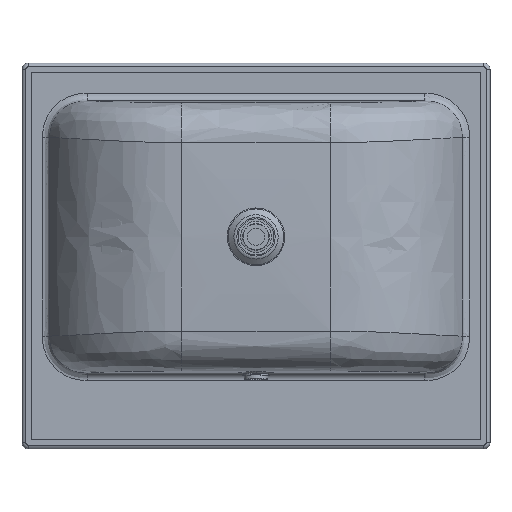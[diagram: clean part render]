
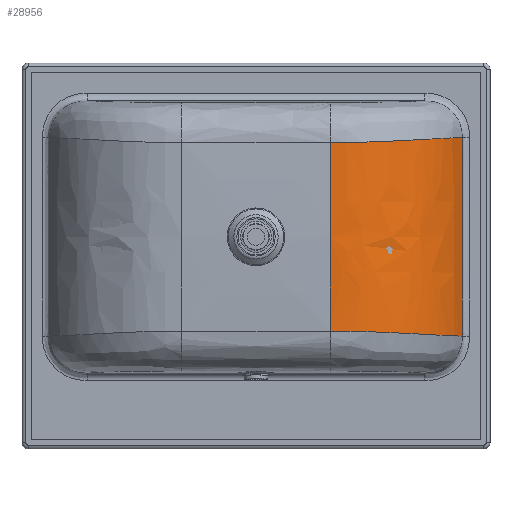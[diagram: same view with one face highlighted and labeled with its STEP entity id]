
A CAD part, front view. The second image highlights one B-rep face of the part: STEP entity #28956.
In plain terms, the highlighted face is a offset surface.
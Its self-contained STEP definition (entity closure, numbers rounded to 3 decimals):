
#506=CARTESIAN_POINT('',(264.032,139.515,126.999));
#507=VERTEX_POINT('',#506);
#5878=CARTESIAN_POINT('',(264.032,139.515,-126.999));
#5879=VERTEX_POINT('',#5878);
#7396=CARTESIAN_POINT('',(264.032,139.515,-126.999));
#7397=CARTESIAN_POINT('',(264.032,139.514,-100.334));
#7398=CARTESIAN_POINT('',(264.032,139.514,-73.669));
#7399=CARTESIAN_POINT('',(264.032,139.514,-20.339));
#7400=CARTESIAN_POINT('',(264.032,139.514,6.326));
#7401=CARTESIAN_POINT('',(264.032,139.514,64.327));
#7402=CARTESIAN_POINT('',(264.032,139.514,95.663));
#7403=CARTESIAN_POINT('',(264.032,139.515,126.999));
#7404=B_SPLINE_CURVE_WITH_KNOTS('',3,(#7396,#7397,#7398,#7399,#7400,#7401,#7402,#7403),.UNSPECIFIED.,.F.,.U.,
 (4,2,2,4),(0.0,0.315,0.63,1.0),.UNSPECIFIED.);
#7405=EDGE_CURVE('n� 4593',#5879,#507,#7404,.T.);
#27782=CARTESIAN_POINT('',(95.054,19.453,120.652));
#27783=VERTEX_POINT('',#27782);
#27850=CARTESIAN_POINT('',(95.054,19.453,-120.652));
#27851=VERTEX_POINT('',#27850);
#27861=CARTESIAN_POINT('',(95.054,19.453,-120.652));
#27862=CARTESIAN_POINT('',(95.073,18.141,-59.056));
#27863=CARTESIAN_POINT('',(95.083,17.485,-18.861));
#27864=CARTESIAN_POINT('',(95.083,17.485,18.861));
#27865=CARTESIAN_POINT('',(95.073,18.141,59.056));
#27866=CARTESIAN_POINT('',(95.054,19.453,120.652));
#27867=B_SPLINE_CURVE_WITH_KNOTS('',3,(#27861,#27862,#27863,#27864,#27865,#27866),.UNSPECIFIED.,.F.,.U.,
 (4,2,4),(0.0,0.5,1.0),.UNSPECIFIED.);
#27868=EDGE_CURVE('n� 1554',#27851,#27783,#27867,.T.);
#28885=CARTESIAN_POINT('',(95.054,19.453,-120.652));
#28886=CARTESIAN_POINT('',(113.652,19.951,-120.646));
#28887=CARTESIAN_POINT('',(131.887,23.38,-121.033));
#28888=CARTESIAN_POINT('',(166.479,35.261,-122.207));
#28889=CARTESIAN_POINT('',(182.835,43.714,-122.992));
#28890=CARTESIAN_POINT('',(212.527,64.819,-124.571));
#28891=CARTESIAN_POINT('',(225.863,77.471,-125.364));
#28892=CARTESIAN_POINT('',(248.365,106.16,-126.567));
#28893=CARTESIAN_POINT('',(257.531,122.197,-126.977));
#28894=CARTESIAN_POINT('',(264.032,139.515,-126.999));
#28895=B_SPLINE_CURVE_WITH_KNOTS('',3,(#28885,#28886,#28887,#28888,#28889,#28890,#28891,#28892,#28893,#28894),.UNSPECIFIED.,.F.,.U.,
 (4,2,2,2,4),(0.0,0.25,0.5,0.75,1.0),.UNSPECIFIED.);
#28896=EDGE_CURVE('n� 1556',#27851,#5879,#28895,.T.);
#28920=ORIENTED_EDGE('',*,*,#28896,.T.);
#28921=ORIENTED_EDGE('',*,*,#7405,.T.);
#28922=CARTESIAN_POINT('',(264.032,139.515,126.999));
#28923=CARTESIAN_POINT('',(257.531,122.197,126.977));
#28924=CARTESIAN_POINT('',(248.365,106.16,126.567));
#28925=CARTESIAN_POINT('',(225.863,77.471,125.364));
#28926=CARTESIAN_POINT('',(212.527,64.819,124.571));
#28927=CARTESIAN_POINT('',(182.835,43.714,122.992));
#28928=CARTESIAN_POINT('',(166.479,35.261,122.207));
#28929=CARTESIAN_POINT('',(131.887,23.38,121.033));
#28930=CARTESIAN_POINT('',(113.652,19.951,120.646));
#28931=CARTESIAN_POINT('',(95.054,19.453,120.652));
#28932=B_SPLINE_CURVE_WITH_KNOTS('',3,(#28922,#28923,#28924,#28925,#28926,#28927,#28928,#28929,#28930,#28931),.UNSPECIFIED.,.F.,.U.,
 (4,2,2,2,4),(0.0,0.25,0.5,0.75,1.0),.UNSPECIFIED.);
#28933=EDGE_CURVE('n� 4589',#507,#27783,#28932,.T.);
#28934=ORIENTED_EDGE('',*,*,#28933,.T.);
#28935=ORIENTED_EDGE('',*,*,#27868,.F.);
#28936=EDGE_LOOP('',(#28920,#28921,#28934,#28935));
#28937=FACE_OUTER_BOUND('',#28936,.T.);
#28938=CARTESIAN_POINT('',(262.697,141.669,127.0));
#28939=CARTESIAN_POINT('',(237.412,72.427,127.0));
#28940=CARTESIAN_POINT('',(169.072,23.438,120.609));
#28941=CARTESIAN_POINT('',(95.,21.452,120.609));
#28942=CARTESIAN_POINT('',(262.697,141.669,28.224));
#28943=CARTESIAN_POINT('',(237.412,72.427,28.224));
#28944=CARTESIAN_POINT('',(169.072,22.544,28.222));
#28945=CARTESIAN_POINT('',(95.,19.483,28.222));
#28946=CARTESIAN_POINT('',(262.697,141.669,-28.224));
#28947=CARTESIAN_POINT('',(237.412,72.427,-28.224));
#28948=CARTESIAN_POINT('',(169.072,22.544,-28.222));
#28949=CARTESIAN_POINT('',(95.,19.483,-28.222));
#28950=CARTESIAN_POINT('',(262.697,141.669,-127.0));
#28951=CARTESIAN_POINT('',(237.412,72.427,-127.0));
#28952=CARTESIAN_POINT('',(169.072,23.438,-120.609));
#28953=CARTESIAN_POINT('',(95.,21.452,-120.609));
#28954=B_SPLINE_SURFACE_WITH_KNOTS('',2,3,((#28938,#28939,#28940,#28941),(#28942,#28943,#28944,#28945),(#28946,#28947,#28948,#28949),
    (#28950,#28951,#28952,#28953)),.UNSPECIFIED.,.F.,.F.,.U.,
 (3,1,3),(4,4),(0.0,0.5,1.0),(-1.0,0.0),.UNSPECIFIED.);
#28955=OFFSET_SURFACE('',#28954,-2.0,.F.);
#28956=ADVANCED_FACE('n� 1806',(#28937),#28955,.F.);
